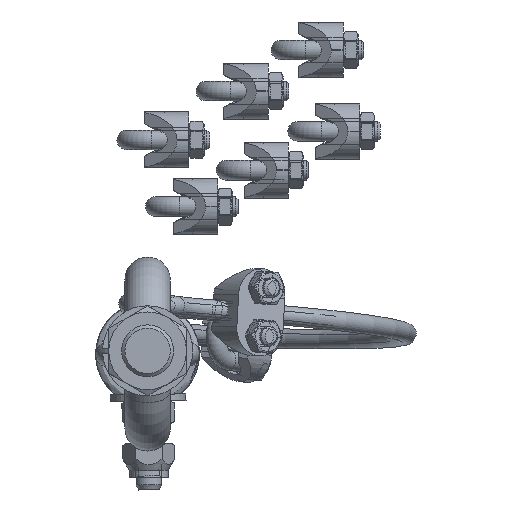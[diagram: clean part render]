
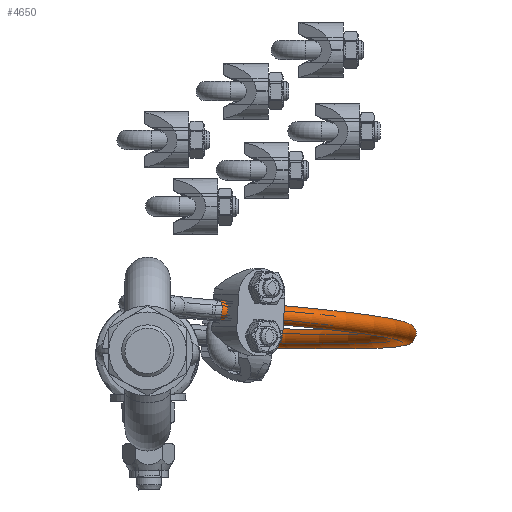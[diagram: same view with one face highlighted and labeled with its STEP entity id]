
A CAD part, left-side view. The second image highlights one B-rep face of the part: STEP entity #4650.
In plain terms, the highlighted toroidal (fillet/blend) face has major radius 69.023 mm and minor radius 2.381 mm.
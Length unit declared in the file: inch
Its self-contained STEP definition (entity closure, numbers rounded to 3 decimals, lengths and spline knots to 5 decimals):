
#461=TOROIDAL_SURFACE('',#5203,2.71743,0.09375);
#1037=FACE_BOUND('',#1800,.T.);
#1431=FACE_OUTER_BOUND('',#1799,.T.);
#1799=EDGE_LOOP('',(#4302));
#1800=EDGE_LOOP('',(#4303));
#2005=CIRCLE('',#5202,0.09375);
#2006=CIRCLE('',#5204,0.09375);
#2426=VERTEX_POINT('',#13617);
#2427=VERTEX_POINT('',#13620);
#3053=EDGE_CURVE('',#2426,#2426,#2005,.T.);
#3054=EDGE_CURVE('',#2427,#2427,#2006,.T.);
#4302=ORIENTED_EDGE('',*,*,#3053,.T.);
#4303=ORIENTED_EDGE('',*,*,#3054,.F.);
#4650=ADVANCED_FACE('',(#1431,#1037),#461,.T.);
#5202=AXIS2_PLACEMENT_3D('',#13618,#6467,#6468);
#5203=AXIS2_PLACEMENT_3D('',#13619,#6469,#6470);
#5204=AXIS2_PLACEMENT_3D('',#13621,#6471,#6472);
#6467=DIRECTION('center_axis',(0.,-0.95,0.311));
#6468=DIRECTION('ref_axis',(-1.,0.,0.));
#6469=DIRECTION('center_axis',(1.,0.,0.));
#6470=DIRECTION('ref_axis',(0.,0.,-1.));
#6471=DIRECTION('center_axis',(0.,0.95,0.311));
#6472=DIRECTION('ref_axis',(-1.,0.,0.));
#13617=CARTESIAN_POINT('',(0.09375,1.87213,-2.58261));
#13618=CARTESIAN_POINT('Origin',(0.,1.87213,-2.58261));
#13619=CARTESIAN_POINT('Origin',(0.,2.71743,0.));
#13620=CARTESIAN_POINT('',(0.09375,1.87213,2.58261));
#13621=CARTESIAN_POINT('Origin',(0.,1.87213,2.58261));
